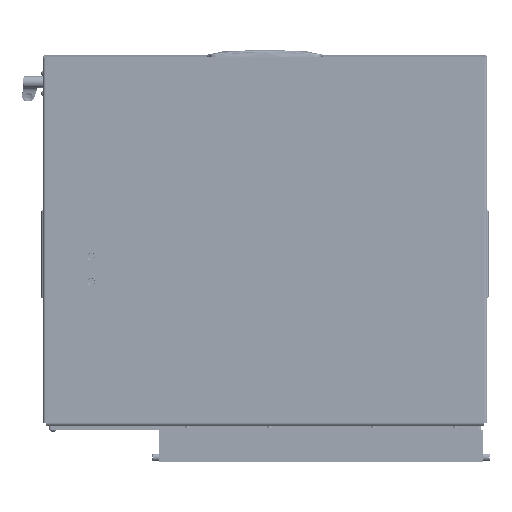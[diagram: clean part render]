
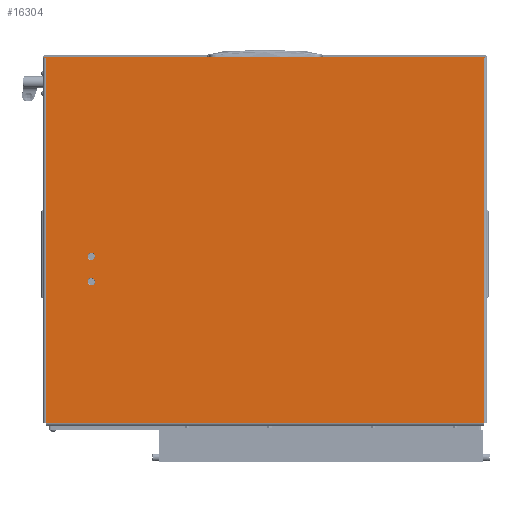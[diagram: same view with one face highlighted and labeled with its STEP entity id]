
A CAD part, front view. The second image highlights one B-rep face of the part: STEP entity #16304.
In plain terms, the highlighted face is planar.
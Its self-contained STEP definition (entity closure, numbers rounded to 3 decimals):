
#1195 = DIRECTION ( 'NONE',  ( -1., 0., 0. ) ) ;
#1776 = LINE ( 'NONE', #88419, #18002 ) ;
#3470 = ORIENTED_EDGE ( 'NONE', *, *, #90692, .T. ) ;
#5741 = DIRECTION ( 'NONE',  ( 0., 0., -1. ) ) ;
#6992 = CARTESIAN_POINT ( 'NONE',  ( 0., 610., 0. ) ) ;
#7407 = DIRECTION ( 'NONE',  ( -1., 0., 0. ) ) ;
#7442 = EDGE_CURVE ( 'NONE', #112939, #138560, #1776, .T. ) ;
#8591 = ORIENTED_EDGE ( 'NONE', *, *, #111240, .F. ) ;
#9817 = ORIENTED_EDGE ( 'NONE', *, *, #7442, .T. ) ;
#9851 = EDGE_CURVE ( 'NONE', #90249, #85381, #20396, .T. ) ;
#11296 = DIRECTION ( 'NONE',  ( 0., -1., 0. ) ) ;
#12337 = LINE ( 'NONE', #26157, #68703 ) ;
#16304 = ADVANCED_FACE ( 'NONE', ( #127297, #84959, #28609 ), #70981, .T. ) ;
#18002 = VECTOR ( 'NONE', #11296, 1000. ) ;
#18241 = DIRECTION ( 'NONE',  ( -1., 0., 0. ) ) ;
#18263 = CARTESIAN_POINT ( 'NONE',  ( 280.2, 545., 0. ) ) ;
#18708 = VERTEX_POINT ( 'NONE', #155064 ) ;
#19351 = CARTESIAN_POINT ( 'NONE',  ( 0., -2., 0. ) ) ;
#19732 = DIRECTION ( 'NONE',  ( 0., 0., -1. ) ) ;
#20396 = LINE ( 'NONE', #39459, #153311 ) ;
#23498 = VERTEX_POINT ( 'NONE', #18263 ) ;
#24676 = ORIENTED_EDGE ( 'NONE', *, *, #94573, .T. ) ;
#26157 = CARTESIAN_POINT ( 'NONE',  ( 0., -4., 0. ) ) ;
#27569 = VERTEX_POINT ( 'NONE', #62563 ) ;
#28106 = CIRCLE ( 'NONE', #159555, 5.2 ) ;
#28609 = FACE_OUTER_BOUND ( 'NONE', #81153, .T. ) ;
#31692 = DIRECTION ( 'NONE',  ( 0., 0., -1. ) ) ;
#32267 = DIRECTION ( 'NONE',  ( 0., 1., 0. ) ) ;
#35055 = ORIENTED_EDGE ( 'NONE', *, *, #163224, .F. ) ;
#38231 = LINE ( 'NONE', #19351, #145127 ) ;
#38873 = EDGE_LOOP ( 'NONE', ( #99868, #8591 ) ) ;
#39459 = CARTESIAN_POINT ( 'NONE',  ( 0., 610., 0. ) ) ;
#39636 = VECTOR ( 'NONE', #155719, 1000. ) ;
#39980 = CARTESIAN_POINT ( 'NONE',  ( 275., 545., 0. ) ) ;
#40511 = CARTESIAN_POINT ( 'NONE',  ( 0., 608., 0. ) ) ;
#41570 = ORIENTED_EDGE ( 'NONE', *, *, #114530, .F. ) ;
#43321 = ORIENTED_EDGE ( 'NONE', *, *, #138713, .F. ) ;
#43795 = ORIENTED_EDGE ( 'NONE', *, *, #9851, .T. ) ;
#46388 = CIRCLE ( 'NONE', #77257, 5.2 ) ;
#48586 = DIRECTION ( 'NONE',  ( -1., 0., 0. ) ) ;
#51317 = DIRECTION ( 'NONE',  ( 1., 0., 0. ) ) ;
#52317 = CARTESIAN_POINT ( 'NONE',  ( 0., -4., 0. ) ) ;
#52428 = DIRECTION ( 'NONE',  ( 0., 0., -1. ) ) ;
#54019 = VERTEX_POINT ( 'NONE', #107231 ) ;
#54145 = VERTEX_POINT ( 'NONE', #166282 ) ;
#55406 = CARTESIAN_POINT ( 'NONE',  ( 506., 608., 0. ) ) ;
#58136 = DIRECTION ( 'NONE',  ( -1., 0., 0. ) ) ;
#58714 = AXIS2_PLACEMENT_3D ( 'NONE', #39980, #19732, #84230 ) ;
#58935 = CARTESIAN_POINT ( 'NONE',  ( -2., 610., 0. ) ) ;
#59242 = CARTESIAN_POINT ( 'NONE',  ( 275., 545., 0. ) ) ;
#62563 = CARTESIAN_POINT ( 'NONE',  ( 304.8, 545., 0. ) ) ;
#67781 = CARTESIAN_POINT ( 'NONE',  ( 310., 545., 0. ) ) ;
#68703 = VECTOR ( 'NONE', #32267, 1000. ) ;
#70981 = PLANE ( 'NONE',  #84716 ) ;
#72860 = CIRCLE ( 'NONE', #93371, 5.2 ) ;
#76040 = CARTESIAN_POINT ( 'NONE',  ( 506., 0., 0. ) ) ;
#76660 = DIRECTION ( 'NONE',  ( 1., 0., 0. ) ) ;
#77257 = AXIS2_PLACEMENT_3D ( 'NONE', #67781, #125790, #48586 ) ;
#79137 = CIRCLE ( 'NONE', #58714, 5.2 ) ;
#81153 = EDGE_LOOP ( 'NONE', ( #81352, #3470, #24676, #43795, #117777, #43321, #9817, #35055 ) ) ;
#81352 = ORIENTED_EDGE ( 'NONE', *, *, #140641, .F. ) ;
#82023 = EDGE_CURVE ( 'NONE', #23498, #103462, #72860, .T. ) ;
#82909 = CARTESIAN_POINT ( 'NONE',  ( 0., 0., 0. ) ) ;
#82984 = LINE ( 'NONE', #142039, #131302 ) ;
#84230 = DIRECTION ( 'NONE',  ( -1., 0., 0. ) ) ;
#84716 = AXIS2_PLACEMENT_3D ( 'NONE', #96935, #31692, #7407 ) ;
#84959 = FACE_BOUND ( 'NONE', #38873, .T. ) ;
#85381 = VERTEX_POINT ( 'NONE', #6992 ) ;
#86875 = EDGE_CURVE ( 'NONE', #54145, #85381, #158684, .T. ) ;
#88419 = CARTESIAN_POINT ( 'NONE',  ( 506., 608., 0. ) ) ;
#90249 = VERTEX_POINT ( 'NONE', #58935 ) ;
#90692 = EDGE_CURVE ( 'NONE', #103156, #54019, #38231, .T. ) ;
#93371 = AXIS2_PLACEMENT_3D ( 'NONE', #59242, #5741, #58136 ) ;
#94573 = EDGE_CURVE ( 'NONE', #54019, #90249, #82984, .T. ) ;
#96935 = CARTESIAN_POINT ( 'NONE',  ( 0., 608., 0. ) ) ;
#99868 = ORIENTED_EDGE ( 'NONE', *, *, #146990, .F. ) ;
#100101 = LINE ( 'NONE', #40511, #166665 ) ;
#103145 = CARTESIAN_POINT ( 'NONE',  ( 310., 545., 0. ) ) ;
#103156 = VERTEX_POINT ( 'NONE', #144187 ) ;
#103462 = VERTEX_POINT ( 'NONE', #111450 ) ;
#107231 = CARTESIAN_POINT ( 'NONE',  ( -2., -2., 0. ) ) ;
#111240 = EDGE_CURVE ( 'NONE', #18708, #27569, #28106, .T. ) ;
#111450 = CARTESIAN_POINT ( 'NONE',  ( 269.8, 545., 0. ) ) ;
#112939 = VERTEX_POINT ( 'NONE', #55406 ) ;
#114524 = VERTEX_POINT ( 'NONE', #82909 ) ;
#114530 = EDGE_CURVE ( 'NONE', #103462, #23498, #79137, .T. ) ;
#117777 = ORIENTED_EDGE ( 'NONE', *, *, #86875, .F. ) ;
#117814 = DIRECTION ( 'NONE',  ( 0., 1., 0. ) ) ;
#122705 = VECTOR ( 'NONE', #76660, 1000. ) ;
#125790 = DIRECTION ( 'NONE',  ( 0., 0., -1. ) ) ;
#127297 = FACE_BOUND ( 'NONE', #129450, .T. ) ;
#128528 = CARTESIAN_POINT ( 'NONE',  ( 0., 0., 0. ) ) ;
#129450 = EDGE_LOOP ( 'NONE', ( #41570, #151878 ) ) ;
#130652 = DIRECTION ( 'NONE',  ( -1., 0., 0. ) ) ;
#131302 = VECTOR ( 'NONE', #117814, 1000. ) ;
#138560 = VERTEX_POINT ( 'NONE', #76040 ) ;
#138713 = EDGE_CURVE ( 'NONE', #112939, #54145, #100101, .T. ) ;
#140641 = EDGE_CURVE ( 'NONE', #103156, #114524, #12337, .T. ) ;
#142039 = CARTESIAN_POINT ( 'NONE',  ( -2., -4., 0. ) ) ;
#142859 = LINE ( 'NONE', #128528, #122705 ) ;
#144187 = CARTESIAN_POINT ( 'NONE',  ( 0., -2., 0. ) ) ;
#145127 = VECTOR ( 'NONE', #18241, 1000. ) ;
#146990 = EDGE_CURVE ( 'NONE', #27569, #18708, #46388, .T. ) ;
#151878 = ORIENTED_EDGE ( 'NONE', *, *, #82023, .F. ) ;
#153311 = VECTOR ( 'NONE', #51317, 1000. ) ;
#155064 = CARTESIAN_POINT ( 'NONE',  ( 315.2, 545., 0. ) ) ;
#155719 = DIRECTION ( 'NONE',  ( 0., 1., 0. ) ) ;
#158684 = LINE ( 'NONE', #52317, #39636 ) ;
#159555 = AXIS2_PLACEMENT_3D ( 'NONE', #103145, #52428, #1195 ) ;
#163224 = EDGE_CURVE ( 'NONE', #114524, #138560, #142859, .T. ) ;
#166282 = CARTESIAN_POINT ( 'NONE',  ( 0., 608., 0. ) ) ;
#166665 = VECTOR ( 'NONE', #130652, 1000. ) ;
